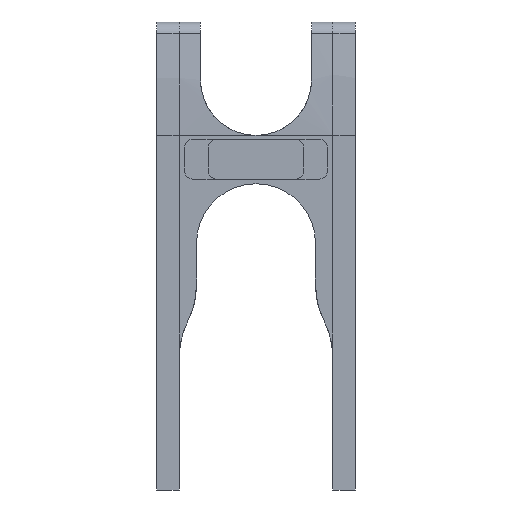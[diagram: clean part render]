
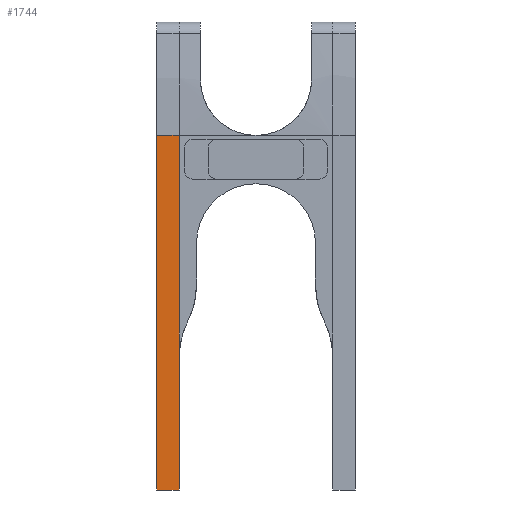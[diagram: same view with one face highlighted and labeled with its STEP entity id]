
A CAD part, front view. The second image highlights one B-rep face of the part: STEP entity #1744.
In plain terms, the highlighted planar face has unit normal (0, -1, 0).
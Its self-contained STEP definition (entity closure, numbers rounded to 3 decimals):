
#5 = LINE ( 'NONE', #414, #587 ) ;
#64 = PLANE ( 'NONE',  #1136 ) ;
#133 = CARTESIAN_POINT ( 'NONE',  ( -125., -27., -125. ) ) ;
#212 = CARTESIAN_POINT ( 'NONE',  ( 0., -27., 0. ) ) ;
#283 = CARTESIAN_POINT ( 'NONE',  ( -97., -27., -572. ) ) ;
#303 = CARTESIAN_POINT ( 'NONE',  ( -125., -27., 0. ) ) ;
#313 = CARTESIAN_POINT ( 'NONE',  ( -97., -27., -572. ) ) ;
#337 = LINE ( 'NONE', #303, #431 ) ;
#355 = VERTEX_POINT ( 'NONE', #469 ) ;
#384 = LINE ( 'NONE', #133, #986 ) ;
#414 = CARTESIAN_POINT ( 'NONE',  ( -97., -27., 0. ) ) ;
#431 = VECTOR ( 'NONE', #1007, 1000. ) ;
#433 = CARTESIAN_POINT ( 'NONE',  ( -97., -27., -572. ) ) ;
#469 = CARTESIAN_POINT ( 'NONE',  ( -97., -27., -125. ) ) ;
#489 = DIRECTION ( 'NONE',  ( 0., 0., -1. ) ) ;
#493 = ORIENTED_EDGE ( 'NONE', *, *, #1598, .F. ) ;
#515 = EDGE_CURVE ( 'NONE', #355, #970, #5, .T. ) ;
#516 = VERTEX_POINT ( 'NONE', #1656 ) ;
#543 = ORIENTED_EDGE ( 'NONE', *, *, #1621, .F. ) ;
#587 = VECTOR ( 'NONE', #1385, 1000. ) ;
#614 = VERTEX_POINT ( 'NONE', #313 ) ;
#618 = DIRECTION ( 'NONE',  ( 0., -1., 0. ) ) ;
#703 = CARTESIAN_POINT ( 'NONE',  ( -97., -27., -412. ) ) ;
#814 = VECTOR ( 'NONE', #997, 1000. ) ;
#964 = DIRECTION ( 'NONE',  ( -1., 0., 0. ) ) ;
#970 = VERTEX_POINT ( 'NONE', #703 ) ;
#986 = VECTOR ( 'NONE', #1779, 1000. ) ;
#997 = DIRECTION ( 'NONE',  ( 0., 0., -1. ) ) ;
#1007 = DIRECTION ( 'NONE',  ( 0., 0., 1. ) ) ;
#1017 = FACE_OUTER_BOUND ( 'NONE', #1450, .T. ) ;
#1043 = EDGE_CURVE ( 'NONE', #970, #614, #1512, .T. ) ;
#1136 = AXIS2_PLACEMENT_3D ( 'NONE', #212, #618, #489 ) ;
#1182 = ORIENTED_EDGE ( 'NONE', *, *, #515, .F. ) ;
#1236 = LINE ( 'NONE', #283, #1523 ) ;
#1237 = EDGE_CURVE ( 'NONE', #1568, #516, #337, .T. ) ;
#1293 = ORIENTED_EDGE ( 'NONE', *, *, #1043, .F. ) ;
#1385 = DIRECTION ( 'NONE',  ( 0., 0., -1. ) ) ;
#1450 = EDGE_LOOP ( 'NONE', ( #1182, #543, #1681, #493, #1293 ) ) ;
#1512 = LINE ( 'NONE', #433, #814 ) ;
#1523 = VECTOR ( 'NONE', #964, 1000. ) ;
#1568 = VERTEX_POINT ( 'NONE', #1770 ) ;
#1598 = EDGE_CURVE ( 'NONE', #614, #1568, #1236, .T. ) ;
#1621 = EDGE_CURVE ( 'NONE', #516, #355, #384, .T. ) ;
#1656 = CARTESIAN_POINT ( 'NONE',  ( -125., -27., -125. ) ) ;
#1681 = ORIENTED_EDGE ( 'NONE', *, *, #1237, .F. ) ;
#1744 = ADVANCED_FACE ( 'NONE', ( #1017 ), #64, .T. ) ;
#1770 = CARTESIAN_POINT ( 'NONE',  ( -125., -27., -572. ) ) ;
#1779 = DIRECTION ( 'NONE',  ( 1., 0., 0. ) ) ;
